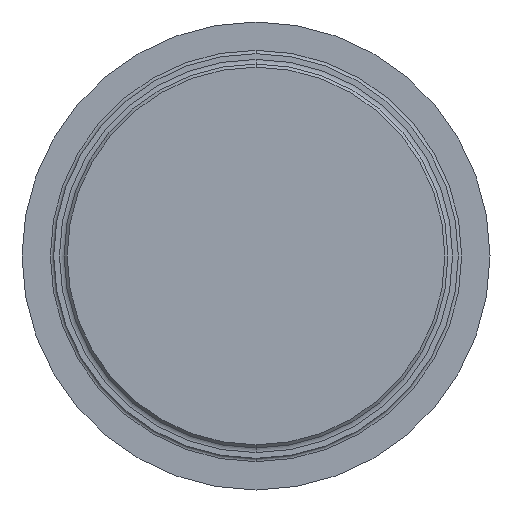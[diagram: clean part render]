
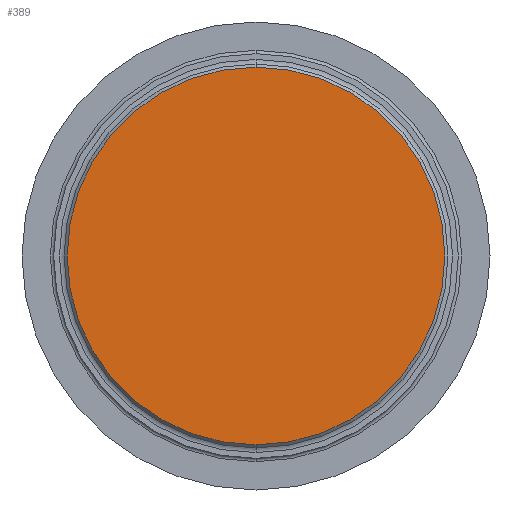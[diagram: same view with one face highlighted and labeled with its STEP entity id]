
A CAD part, front view. The second image highlights one B-rep face of the part: STEP entity #389.
In plain terms, the highlighted planar face has unit normal (0, -1, 0).
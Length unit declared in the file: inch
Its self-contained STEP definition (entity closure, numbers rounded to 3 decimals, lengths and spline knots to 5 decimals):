
#35 = FACE_OUTER_BOUND ( 'NONE', #244, .T. ) ;
#62 = AXIS2_PLACEMENT_3D ( 'NONE', #468, #856, #289 ) ;
#177 = ORIENTED_EDGE ( 'NONE', *, *, #1012, .T. ) ;
#210 = ORIENTED_EDGE ( 'NONE', *, *, #356, .T. ) ;
#244 = EDGE_LOOP ( 'NONE', ( #210, #177 ) ) ;
#273 = AXIS2_PLACEMENT_3D ( 'NONE', #990, #423, #1082 ) ;
#289 = DIRECTION ( 'NONE',  ( 0., 0., 1. ) ) ;
#311 = VERTEX_POINT ( 'NONE', #420 ) ;
#335 = DIRECTION ( 'NONE',  ( 0., 1., 0. ) ) ;
#356 = EDGE_CURVE ( 'NONE', #311, #1045, #1116, .T. ) ;
#389 = ADVANCED_FACE ( 'NONE', ( #35 ), #896, .F. ) ;
#420 = CARTESIAN_POINT ( 'NONE',  ( 0., -0.63, 1.6645 ) ) ;
#423 = DIRECTION ( 'NONE',  ( 0., -1., 0. ) ) ;
#468 = CARTESIAN_POINT ( 'NONE',  ( 0., -0.63, 0. ) ) ;
#519 = CARTESIAN_POINT ( 'NONE',  ( 1.783, -0.63, 0. ) ) ;
#541 = CIRCLE ( 'NONE', #62, 1.6645 ) ;
#783 = AXIS2_PLACEMENT_3D ( 'NONE', #519, #335, #998 ) ;
#856 = DIRECTION ( 'NONE',  ( 0., -1., 0. ) ) ;
#896 = PLANE ( 'NONE',  #783 ) ;
#952 = CARTESIAN_POINT ( 'NONE',  ( 0., -0.63, -1.6645 ) ) ;
#990 = CARTESIAN_POINT ( 'NONE',  ( 0., -0.63, 0. ) ) ;
#998 = DIRECTION ( 'NONE',  ( 0., 0., 1. ) ) ;
#1012 = EDGE_CURVE ( 'NONE', #1045, #311, #541, .T. ) ;
#1045 = VERTEX_POINT ( 'NONE', #952 ) ;
#1082 = DIRECTION ( 'NONE',  ( 0., 0., 1. ) ) ;
#1116 = CIRCLE ( 'NONE', #273, 1.6645 ) ;
